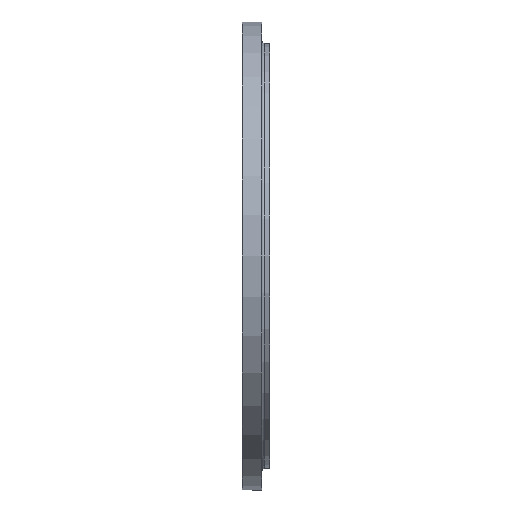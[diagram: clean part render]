
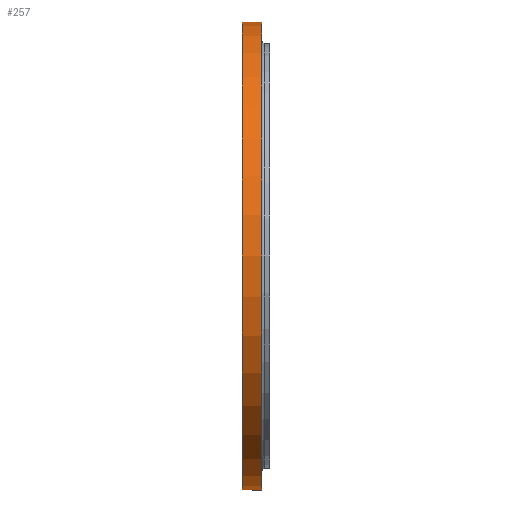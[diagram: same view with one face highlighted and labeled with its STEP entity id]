
A CAD part, front view. The second image highlights one B-rep face of the part: STEP entity #257.
In plain terms, the highlighted cylindrical face has radius 1181.1 mm (diameter 2362.2 mm), a partial arc.
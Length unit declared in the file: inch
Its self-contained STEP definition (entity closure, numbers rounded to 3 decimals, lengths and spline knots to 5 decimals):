
#88 = VERTEX_POINT ( 'NONE', #4725 ) ;
#117 = FACE_OUTER_BOUND ( 'NONE', #3873, .T. ) ;
#119 = EDGE_CURVE ( 'NONE', #2459, #3353, #4356, .T. ) ;
#257 = ADVANCED_FACE ( 'NONE', ( #117 ), #1276, .T. ) ;
#494 = LINE ( 'NONE', #2061, #4033 ) ;
#1115 = CARTESIAN_POINT ( 'NONE',  ( 3.73736, 0., -46.5 ) ) ;
#1147 = DIRECTION ( 'NONE',  ( 0., 0., 1. ) ) ;
#1159 = EDGE_CURVE ( 'NONE', #2181, #88, #494, .T. ) ;
#1276 = CYLINDRICAL_SURFACE ( 'NONE', #4524, 46.5 ) ;
#1314 = CIRCLE ( 'NONE', #2056, 46.5 ) ;
#1465 = ORIENTED_EDGE ( 'NONE', *, *, #3318, .T. ) ;
#1567 = ORIENTED_EDGE ( 'NONE', *, *, #1159, .F. ) ;
#1691 = CARTESIAN_POINT ( 'NONE',  ( -0.13764, 0., 0. ) ) ;
#1824 = CIRCLE ( 'NONE', #4556, 46.5 ) ;
#1857 = EDGE_CURVE ( 'NONE', #88, #3353, #1314, .T. ) ;
#2056 = AXIS2_PLACEMENT_3D ( 'NONE', #1691, #3264, #2103 ) ;
#2061 = CARTESIAN_POINT ( 'NONE',  ( 0., 0., -46.5 ) ) ;
#2103 = DIRECTION ( 'NONE',  ( 0., 0., 1. ) ) ;
#2181 = VERTEX_POINT ( 'NONE', #1115 ) ;
#2459 = VERTEX_POINT ( 'NONE', #3698 ) ;
#2688 = DIRECTION ( 'NONE',  ( -1., 0., 0. ) ) ;
#2737 = CARTESIAN_POINT ( 'NONE',  ( 0., 0., 46.5 ) ) ;
#3079 = CARTESIAN_POINT ( 'NONE',  ( 3.73736, 0., 0. ) ) ;
#3264 = DIRECTION ( 'NONE',  ( -1., 0., 0. ) ) ;
#3269 = VECTOR ( 'NONE', #4672, 39.37008 ) ;
#3318 = EDGE_CURVE ( 'NONE', #2181, #2459, #1824, .T. ) ;
#3353 = VERTEX_POINT ( 'NONE', #5033 ) ;
#3597 = DIRECTION ( 'NONE',  ( 0., 0., 1. ) ) ;
#3634 = DIRECTION ( 'NONE',  ( -1., 0., 0. ) ) ;
#3698 = CARTESIAN_POINT ( 'NONE',  ( 3.73736, 0., 46.5 ) ) ;
#3873 = EDGE_LOOP ( 'NONE', ( #1567, #1465, #4662, #3898 ) ) ;
#3898 = ORIENTED_EDGE ( 'NONE', *, *, #1857, .F. ) ;
#3996 = DIRECTION ( 'NONE',  ( -1., 0., 0. ) ) ;
#4033 = VECTOR ( 'NONE', #3634, 39.37008 ) ;
#4098 = CARTESIAN_POINT ( 'NONE',  ( 0., 0., 0. ) ) ;
#4356 = LINE ( 'NONE', #2737, #3269 ) ;
#4524 = AXIS2_PLACEMENT_3D ( 'NONE', #4098, #3996, #3597 ) ;
#4556 = AXIS2_PLACEMENT_3D ( 'NONE', #3079, #2688, #1147 ) ;
#4662 = ORIENTED_EDGE ( 'NONE', *, *, #119, .T. ) ;
#4672 = DIRECTION ( 'NONE',  ( -1., 0., 0. ) ) ;
#4725 = CARTESIAN_POINT ( 'NONE',  ( -0.13764, 0., -46.5 ) ) ;
#5033 = CARTESIAN_POINT ( 'NONE',  ( -0.13764, 0., 46.5 ) ) ;
